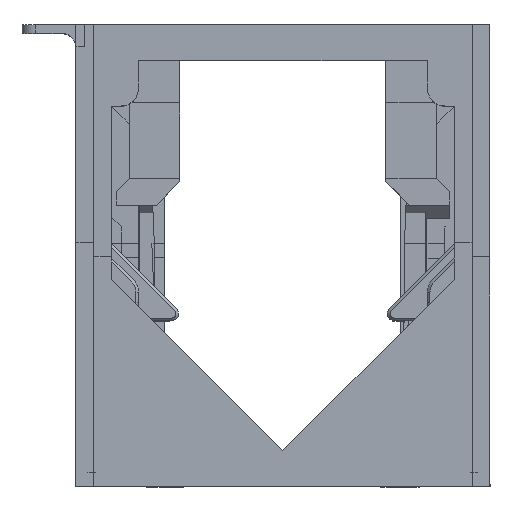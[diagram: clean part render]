
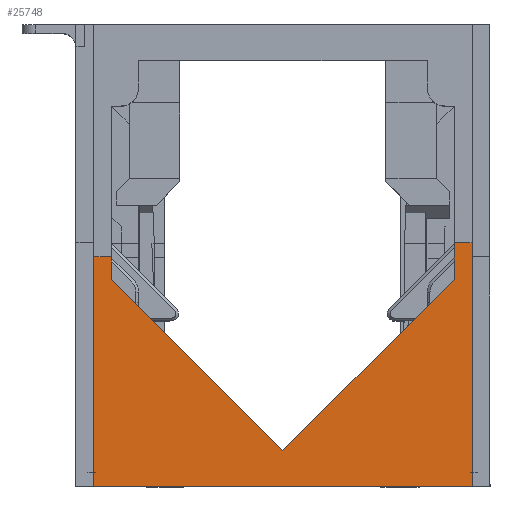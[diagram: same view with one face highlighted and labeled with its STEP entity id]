
A CAD part, top view. The second image highlights one B-rep face of the part: STEP entity #25748.
In plain terms, the highlighted planar face has unit normal (0, 0, 1).
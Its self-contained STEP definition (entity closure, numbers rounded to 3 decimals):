
#1244=FACE_OUTER_BOUND('',#2817,.T.);
#2817=EDGE_LOOP('',(#18473,#18474,#18475,#18476,#18477,#18478,#18479,#18480,
#18481));
#4725=LINE('',#38681,#7738);
#4730=LINE('',#38689,#7743);
#4731=LINE('',#38692,#7744);
#4736=LINE('',#38703,#7749);
#4738=LINE('',#38707,#7751);
#4743=LINE('',#38716,#7756);
#4744=LINE('',#38718,#7757);
#4745=LINE('',#38720,#7758);
#4746=LINE('',#38721,#7759);
#7738=VECTOR('',#30822,10.);
#7743=VECTOR('',#30829,10.);
#7744=VECTOR('',#30832,10.);
#7749=VECTOR('',#30839,10.);
#7751=VECTOR('',#30843,10.);
#7756=VECTOR('',#30850,10.);
#7757=VECTOR('',#30851,10.);
#7758=VECTOR('',#30852,10.);
#7759=VECTOR('',#30853,10.);
#11177=VERTEX_POINT('',#38678);
#11178=VERTEX_POINT('',#38680);
#11180=VERTEX_POINT('',#38687);
#11181=VERTEX_POINT('',#38691);
#11185=VERTEX_POINT('',#38700);
#11186=VERTEX_POINT('',#38702);
#11187=VERTEX_POINT('',#38706);
#11191=VERTEX_POINT('',#38717);
#11192=VERTEX_POINT('',#38719);
#13878=EDGE_CURVE('',#11178,#11177,#4725,.T.);
#13883=EDGE_CURVE('',#11180,#11177,#4730,.T.);
#13884=EDGE_CURVE('',#11181,#11178,#4731,.T.);
#13889=EDGE_CURVE('',#11186,#11185,#4736,.T.);
#13891=EDGE_CURVE('',#11181,#11187,#4738,.T.);
#13896=EDGE_CURVE('',#11180,#11186,#4743,.T.);
#13897=EDGE_CURVE('',#11185,#11191,#4744,.T.);
#13898=EDGE_CURVE('',#11191,#11192,#4745,.T.);
#13899=EDGE_CURVE('',#11187,#11192,#4746,.T.);
#18473=ORIENTED_EDGE('',*,*,#13884,.T.);
#18474=ORIENTED_EDGE('',*,*,#13878,.T.);
#18475=ORIENTED_EDGE('',*,*,#13883,.F.);
#18476=ORIENTED_EDGE('',*,*,#13896,.T.);
#18477=ORIENTED_EDGE('',*,*,#13889,.T.);
#18478=ORIENTED_EDGE('',*,*,#13897,.T.);
#18479=ORIENTED_EDGE('',*,*,#13898,.T.);
#18480=ORIENTED_EDGE('',*,*,#13899,.F.);
#18481=ORIENTED_EDGE('',*,*,#13891,.F.);
#24436=PLANE('',#27613);
#25748=ADVANCED_FACE('',(#1244),#24436,.T.);
#27613=AXIS2_PLACEMENT_3D('',#38715,#30848,#30849);
#30822=DIRECTION('',(0.,-1.,0.));
#30829=DIRECTION('',(-1.,0.,0.));
#30832=DIRECTION('',(-1.,0.,0.));
#30839=DIRECTION('',(-1.,0.,0.));
#30843=DIRECTION('',(0.,-1.,0.));
#30848=DIRECTION('center_axis',(0.,0.,
1.));
#30849=DIRECTION('ref_axis',(0.,1.,0.));
#30850=DIRECTION('',(0.,1.,0.));
#30851=DIRECTION('',(0.,-1.,0.));
#30852=DIRECTION('',(-0.707,-0.707,0.));
#30853=DIRECTION('',(0.707,-0.707,0.));
#38678=CARTESIAN_POINT('',(268.197,-16.296,486.336));
#38680=CARTESIAN_POINT('',(268.197,48.704,486.336));
#38681=CARTESIAN_POINT('',(268.197,69.821,486.336));
#38687=CARTESIAN_POINT('',(375.385,-16.296,486.336));
#38689=CARTESIAN_POINT('',(265.657,-16.296,486.336));
#38691=CARTESIAN_POINT('',(273.277,48.704,486.336));
#38692=CARTESIAN_POINT('',(347.318,48.704,486.336));
#38700=CARTESIAN_POINT('',(370.305,52.704,486.336));
#38702=CARTESIAN_POINT('',(375.385,52.704,486.336));
#38703=CARTESIAN_POINT('',(347.318,52.704,486.336));
#38706=CARTESIAN_POINT('',(273.277,42.378,486.336));
#38707=CARTESIAN_POINT('',(273.277,44.664,486.336));
#38715=CARTESIAN_POINT('Origin',(370.305,92.518,486.336));
#38716=CARTESIAN_POINT('',(375.385,69.82,486.336));
#38717=CARTESIAN_POINT('',(370.305,42.378,486.336));
#38718=CARTESIAN_POINT('',(370.305,89.473,486.336));
#38719=CARTESIAN_POINT('',(321.791,-6.136,486.336));
#38720=CARTESIAN_POINT('',(395.902,67.975,486.336));
#38721=CARTESIAN_POINT('',(247.68,67.975,486.336));
